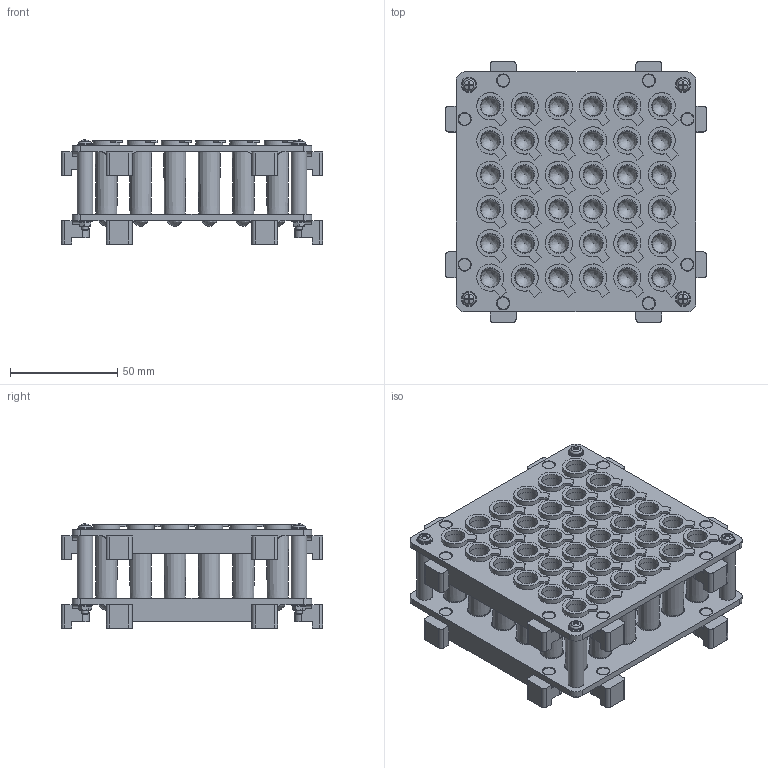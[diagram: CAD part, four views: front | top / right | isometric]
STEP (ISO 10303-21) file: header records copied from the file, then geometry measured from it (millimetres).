
FILE_DESCRIPTION(/* description */ (''),/* implementation_level */ '2;1');
FILE_NAME(/* name */ 'ASSEMBLY_Main.stp',/* time_stamp */ '2025-07-26T10:17:17+02:00',/* author */ ('Andrzej'),/* organization */ (''),/* preprocessor_version */ 'ST-DEVELOPER v20.1',/* originating_system */ 'Autodesk Inventor 2026',/* authorisation */ '');
FILE_SCHEMA (('AUTOMOTIVE_DESIGN { 1 0 10303 214 3 1 1 }'));
Length unit declared in the file: millimetre
Products named in the file (8): ASSEMBLY_Main; AS 1427 - M3 x 40; DIN 125-2 - A 3,2; DIN 934 - M3; COTS_Eppendorf_10ml_test_tube; 3DP_PLA_Test_Tube_Plate; COTS_GENERIC_6x3mm_Cylindricial_Neodymium_Magnet; 3DP_PLA_Spacer
Assembly tree (90 placements, depth 2):
  ASSEMBLY_Main
    DIN 125-2 - A 3,2  x8
    AS 1427 - M3 x 40  x4
    DIN 934 - M3  x4
    COTS_Eppendorf_10ml_test_tube  x36
    3DP_PLA_Test_Tube_Plate  x2
    COTS_GENERIC_6x3mm_Cylindricial_Neodymium_Magnet  x32
    3DP_PLA_Spacer  x4
Bounding box: 122 x 122 x 48.64 mm (x, y, z)
Volume: 110305.6 mm3; surface area: 160972.2 mm2
Topology: 90 solids, 90 shells, 1252 faces, 2988 edges, 1952 vertices
Faces by surface type: plane 552, cylinder 372, cone 136, torus 116, bspline 72, sphere 4
Full cylindrical faces by diameter (mm): 2.459 x4, 2.693 x4, 3 x4, 3.2 x8, 3.25 x12, 6 x32, 6.2 x32, 7 x8, 7.25 x4, 9.4 x36, 11 x72, 12.7 x36
Entity records: 10066 total; most frequent: CARTESIAN_POINT 1868, DIRECTION 1770, ORIENTED_EDGE 1460, EDGE_CURVE 730, AXIS2_PLACEMENT_3D 700, VERTEX_POINT 476, EDGE_LOOP 394, LINE 370
